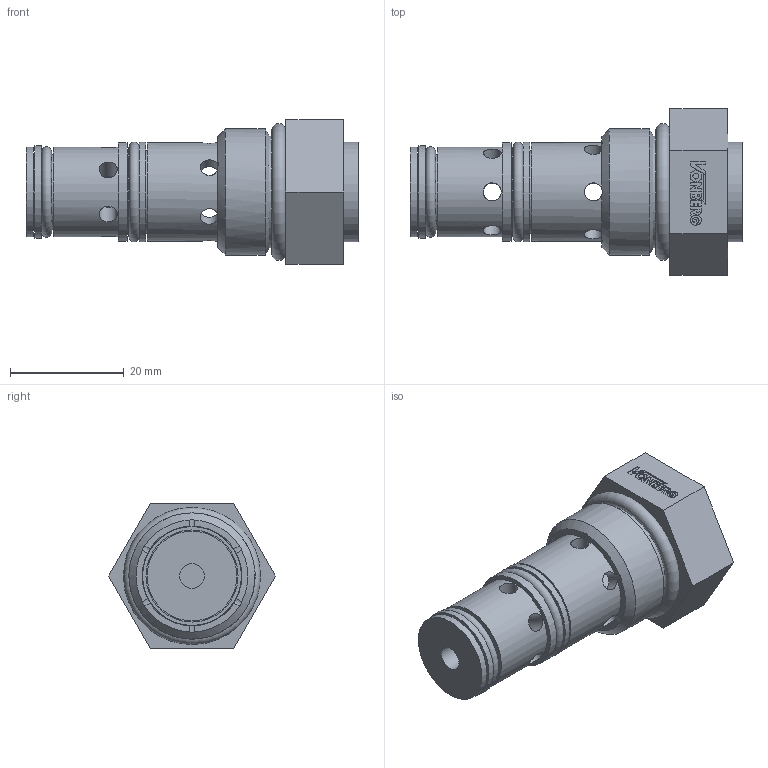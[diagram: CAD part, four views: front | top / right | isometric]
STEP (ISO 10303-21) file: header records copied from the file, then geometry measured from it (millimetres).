
FILE_DESCRIPTION((''),'2;1');
FILE_NAME('3210.stp','2015-01-05T14:30:53',('jml'),(''),'Autodesk Inventor 2010','Autodesk Inventor 2010','');
FILE_SCHEMA(('AUTOMOTIVE_DESIGN { 1 0 10303 214 1 1 1 1 }'));
Length unit declared in the file: inch
Products named in the file (8): 3210; 221741; 990047; 910 O-RING; 014 O-RING; 015 O-RING; 014 BACKUP; 015 BACKUP
Assembly tree (7 placements, depth 2):
  3210
    221741
    990047
    910 O-RING
    014 O-RING
    015 O-RING
    014 BACKUP
    015 BACKUP
Bounding box: 58.42 x 29.33 x 25.4 mm (x, y, z)
Volume: 14702.6 mm3; surface area: 9716.6 mm2
Topology: 8 solids, 8 shells, 175 faces, 456 edges, 300 vertices
Faces by surface type: plane 114, cylinder 46, cone 9, torus 6
Full cylindrical faces by diameter (mm): 1.044 x1, 3.175 x12, 4.369 x2, 8.382 x1, 12.294 x1, 12.751 x1, 13.081 x1, 13.208 x1, 14.275 x1, 14.605 x1, 14.986 x1, 15.824 x2, 16.205 x1, 17.399 x2, 17.475 x1, 17.526 x1, 19.685 x1, 22.225 x1
Entity records: 6059 total; most frequent: CARTESIAN_POINT 1620, DIRECTION 835, ORIENTED_EDGE 778, EDGE_CURVE 389, AXIS2_PLACEMENT_3D 292, VERTEX_POINT 278, EDGE_LOOP 261, VECTOR 251
